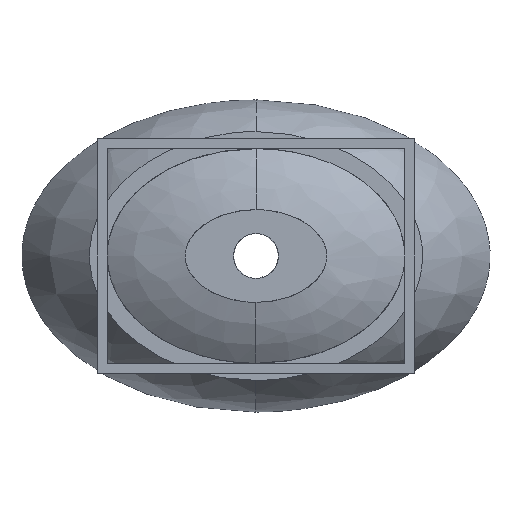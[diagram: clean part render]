
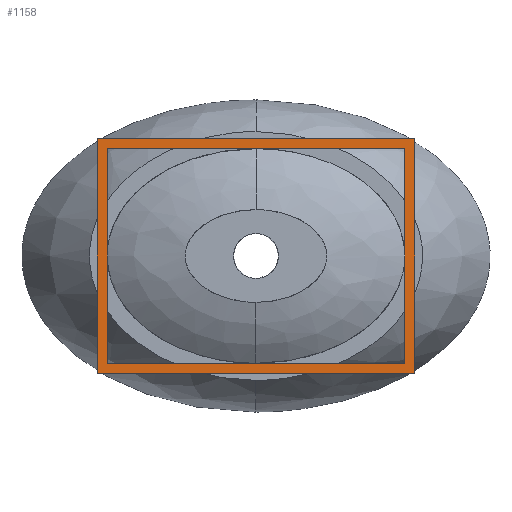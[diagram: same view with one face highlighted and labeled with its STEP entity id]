
A CAD part, front view. The second image highlights one B-rep face of the part: STEP entity #1158.
In plain terms, the highlighted planar face has unit normal (0, -1, 0).
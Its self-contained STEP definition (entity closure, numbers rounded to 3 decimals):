
#110 = ORIENTED_EDGE ( 'NONE', *, *, #1691, .F. ) ;
#195 = CARTESIAN_POINT ( 'NONE',  ( 162.5, -100., -120. ) ) ;
#203 = CARTESIAN_POINT ( 'NONE',  ( -152.5, -100., 110. ) ) ;
#205 = DIRECTION ( 'NONE',  ( 1., 0., 0. ) ) ;
#239 = VECTOR ( 'NONE', #992, 1000. ) ;
#276 = CARTESIAN_POINT ( 'NONE',  ( 152.5, -100., 110. ) ) ;
#283 = ORIENTED_EDGE ( 'NONE', *, *, #2009, .F. ) ;
#391 = VECTOR ( 'NONE', #464, 1000. ) ;
#449 = EDGE_CURVE ( 'NONE', #4011, #1359, #1619, .T. ) ;
#464 = DIRECTION ( 'NONE',  ( 0., 0., 1. ) ) ;
#465 = VECTOR ( 'NONE', #1333, 1000. ) ;
#502 = EDGE_LOOP ( 'NONE', ( #3631, #2323, #110, #283 ) ) ;
#616 = VERTEX_POINT ( 'NONE', #4533 ) ;
#630 = CARTESIAN_POINT ( 'NONE',  ( -162.5, -100., -120. ) ) ;
#753 = CARTESIAN_POINT ( 'NONE',  ( -152.5, -100., -110. ) ) ;
#992 = DIRECTION ( 'NONE',  ( -1., 0., 0. ) ) ;
#1099 = CARTESIAN_POINT ( 'NONE',  ( -152.5, -100., 110. ) ) ;
#1129 = CARTESIAN_POINT ( 'NONE',  ( -162.5, -100., 120. ) ) ;
#1158 = ADVANCED_FACE ( 'NONE', ( #1943, #1933 ), #4139, .T. ) ;
#1333 = DIRECTION ( 'NONE',  ( 0., 0., -1. ) ) ;
#1342 = LINE ( 'NONE', #1793, #4510 ) ;
#1359 = VERTEX_POINT ( 'NONE', #2917 ) ;
#1394 = EDGE_LOOP ( 'NONE', ( #1995, #1799, #1476, #4517 ) ) ;
#1471 = DIRECTION ( 'NONE',  ( 1., 0., 0. ) ) ;
#1476 = ORIENTED_EDGE ( 'NONE', *, *, #3039, .T. ) ;
#1610 = DIRECTION ( 'NONE',  ( 0., 0., 1. ) ) ;
#1619 = LINE ( 'NONE', #1626, #3288 ) ;
#1626 = CARTESIAN_POINT ( 'NONE',  ( -162.5, -100., 120. ) ) ;
#1691 = EDGE_CURVE ( 'NONE', #3435, #2129, #1342, .T. ) ;
#1787 = DIRECTION ( 'NONE',  ( 0., 0., -1. ) ) ;
#1793 = CARTESIAN_POINT ( 'NONE',  ( 162.5, -100., 120. ) ) ;
#1794 = CARTESIAN_POINT ( 'NONE',  ( -162.5, -100., -120. ) ) ;
#1799 = ORIENTED_EDGE ( 'NONE', *, *, #3264, .T. ) ;
#1930 = LINE ( 'NONE', #1099, #3476 ) ;
#1933 = FACE_OUTER_BOUND ( 'NONE', #502, .T. ) ;
#1943 = FACE_BOUND ( 'NONE', #1394, .T. ) ;
#1995 = ORIENTED_EDGE ( 'NONE', *, *, #2469, .T. ) ;
#2009 = EDGE_CURVE ( 'NONE', #1359, #3435, #2420, .T. ) ;
#2129 = VERTEX_POINT ( 'NONE', #195 ) ;
#2159 = LINE ( 'NONE', #276, #465 ) ;
#2323 = ORIENTED_EDGE ( 'NONE', *, *, #2569, .F. ) ;
#2420 = LINE ( 'NONE', #1129, #3801 ) ;
#2469 = EDGE_CURVE ( 'NONE', #2586, #616, #2159, .T. ) ;
#2494 = AXIS2_PLACEMENT_3D ( 'NONE', #4168, #4057, #4123 ) ;
#2569 = EDGE_CURVE ( 'NONE', #2129, #4011, #4144, .T. ) ;
#2586 = VERTEX_POINT ( 'NONE', #3127 ) ;
#2882 = DIRECTION ( 'NONE',  ( -1., 0., 0. ) ) ;
#2917 = CARTESIAN_POINT ( 'NONE',  ( -162.5, -100., 120. ) ) ;
#2943 = LINE ( 'NONE', #753, #3869 ) ;
#3039 = EDGE_CURVE ( 'NONE', #4456, #3699, #3254, .T. ) ;
#3127 = CARTESIAN_POINT ( 'NONE',  ( 152.5, -100., 110. ) ) ;
#3228 = CARTESIAN_POINT ( 'NONE',  ( -152.5, -100., 110. ) ) ;
#3254 = LINE ( 'NONE', #3228, #391 ) ;
#3264 = EDGE_CURVE ( 'NONE', #616, #4456, #2943, .T. ) ;
#3272 = EDGE_CURVE ( 'NONE', #3699, #2586, #1930, .T. ) ;
#3288 = VECTOR ( 'NONE', #1610, 1000. ) ;
#3435 = VERTEX_POINT ( 'NONE', #3616 ) ;
#3476 = VECTOR ( 'NONE', #1471, 1000. ) ;
#3616 = CARTESIAN_POINT ( 'NONE',  ( 162.5, -100., 120. ) ) ;
#3631 = ORIENTED_EDGE ( 'NONE', *, *, #449, .F. ) ;
#3699 = VERTEX_POINT ( 'NONE', #203 ) ;
#3801 = VECTOR ( 'NONE', #205, 1000. ) ;
#3869 = VECTOR ( 'NONE', #2882, 1000. ) ;
#4011 = VERTEX_POINT ( 'NONE', #1794 ) ;
#4057 = DIRECTION ( 'NONE',  ( 0., -1., 0. ) ) ;
#4066 = CARTESIAN_POINT ( 'NONE',  ( -152.5, -100., -110. ) ) ;
#4123 = DIRECTION ( 'NONE',  ( 0., 0., -1. ) ) ;
#4139 = PLANE ( 'NONE',  #2494 ) ;
#4144 = LINE ( 'NONE', #630, #239 ) ;
#4168 = CARTESIAN_POINT ( 'NONE',  ( 0., -100., 0. ) ) ;
#4456 = VERTEX_POINT ( 'NONE', #4066 ) ;
#4510 = VECTOR ( 'NONE', #1787, 1000. ) ;
#4517 = ORIENTED_EDGE ( 'NONE', *, *, #3272, .T. ) ;
#4533 = CARTESIAN_POINT ( 'NONE',  ( 152.5, -100., -110. ) ) ;
